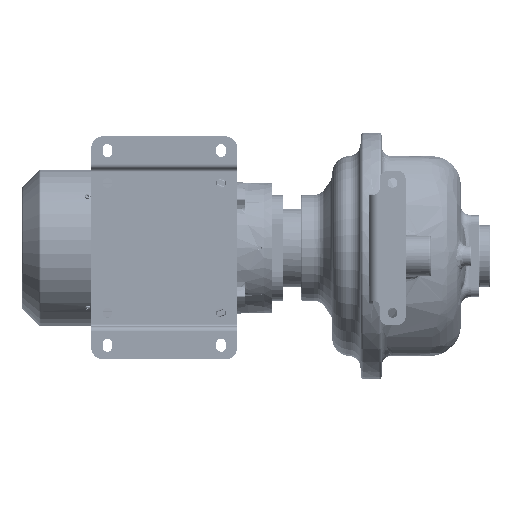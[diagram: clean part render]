
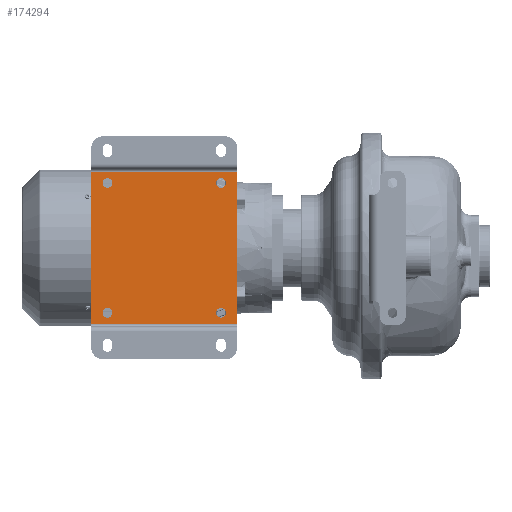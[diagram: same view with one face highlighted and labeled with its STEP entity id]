
A CAD part, front view. The second image highlights one B-rep face of the part: STEP entity #174294.
In plain terms, the highlighted planar face has unit normal (0, -1, 0).
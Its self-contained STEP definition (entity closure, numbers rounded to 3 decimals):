
#29230=DIRECTION('',(1.,0.,0.));
#29231=VECTOR('',#29230,180.);
#29232=CARTESIAN_POINT('',(-398.5,-103.,-94.));
#29233=LINE('',#29232,#29231);
#29234=CARTESIAN_POINT('',(-238.5,-103.,-80.));
#29235=DIRECTION('',(0.,1.,0.));
#29236=DIRECTION('',(1.,0.,0.));
#29237=AXIS2_PLACEMENT_3D('',#29234,#29235,#29236);
#29239=CARTESIAN_POINT('',(-238.5,-103.,-80.));
#29240=DIRECTION('',(0.,1.,0.));
#29241=DIRECTION('',(-1.,0.,0.));
#29242=AXIS2_PLACEMENT_3D('',#29239,#29240,#29241);
#29244=CARTESIAN_POINT('',(-238.5,-103.,80.));
#29245=DIRECTION('',(0.,1.,0.));
#29246=DIRECTION('',(1.,0.,0.));
#29247=AXIS2_PLACEMENT_3D('',#29244,#29245,#29246);
#29249=CARTESIAN_POINT('',(-238.5,-103.,80.));
#29250=DIRECTION('',(0.,1.,0.));
#29251=DIRECTION('',(-1.,0.,0.));
#29252=AXIS2_PLACEMENT_3D('',#29249,#29250,#29251);
#29254=CARTESIAN_POINT('',(-378.5,-103.,-80.));
#29255=DIRECTION('',(0.,1.,0.));
#29256=DIRECTION('',(1.,0.,0.));
#29257=AXIS2_PLACEMENT_3D('',#29254,#29255,#29256);
#29259=CARTESIAN_POINT('',(-378.5,-103.,-80.));
#29260=DIRECTION('',(0.,1.,0.));
#29261=DIRECTION('',(-1.,0.,0.));
#29262=AXIS2_PLACEMENT_3D('',#29259,#29260,#29261);
#29264=CARTESIAN_POINT('',(-378.5,-103.,80.));
#29265=DIRECTION('',(0.,1.,0.));
#29266=DIRECTION('',(1.,0.,0.));
#29267=AXIS2_PLACEMENT_3D('',#29264,#29265,#29266);
#29269=CARTESIAN_POINT('',(-378.5,-103.,80.));
#29270=DIRECTION('',(0.,1.,0.));
#29271=DIRECTION('',(-1.,0.,0.));
#29272=AXIS2_PLACEMENT_3D('',#29269,#29270,#29271);
#29282=DIRECTION('',(0.,0.,1.));
#29283=VECTOR('',#29282,188.);
#29284=CARTESIAN_POINT('',(-398.5,-103.,-94.));
#29285=LINE('',#29284,#29283);
#116394=DIRECTION('',(0.,0.,1.));
#116395=VECTOR('',#116394,188.);
#116396=CARTESIAN_POINT('',(-218.5,-103.,-94.));
#116397=LINE('',#116396,#116395);
#116666=DIRECTION('',(1.,0.,0.));
#116667=VECTOR('',#116666,180.);
#116668=CARTESIAN_POINT('',(-398.5,-103.,94.));
#116669=LINE('',#116668,#116667);
#150413=CARTESIAN_POINT('',(-398.5,-103.,-94.));
#150414=CARTESIAN_POINT('',(-398.5,-103.,94.));
#150415=VERTEX_POINT('',#150413);
#150416=VERTEX_POINT('',#150414);
#150425=CARTESIAN_POINT('',(-218.5,-103.,-94.));
#150426=CARTESIAN_POINT('',(-218.5,-103.,94.));
#150427=VERTEX_POINT('',#150425);
#150428=VERTEX_POINT('',#150426);
#150513=CARTESIAN_POINT('',(-372.5,-103.,80.));
#150514=CARTESIAN_POINT('',(-384.5,-103.,80.));
#150515=VERTEX_POINT('',#150513);
#150516=VERTEX_POINT('',#150514);
#150517=CARTESIAN_POINT('',(-372.5,-103.,-80.));
#150518=CARTESIAN_POINT('',(-384.5,-103.,-80.));
#150519=VERTEX_POINT('',#150517);
#150520=VERTEX_POINT('',#150518);
#150521=CARTESIAN_POINT('',(-232.5,-103.,80.));
#150522=CARTESIAN_POINT('',(-244.5,-103.,80.));
#150523=VERTEX_POINT('',#150521);
#150524=VERTEX_POINT('',#150522);
#150525=CARTESIAN_POINT('',(-232.5,-103.,-80.));
#150526=CARTESIAN_POINT('',(-244.5,-103.,-80.));
#150527=VERTEX_POINT('',#150525);
#150528=VERTEX_POINT('',#150526);
#174257=CARTESIAN_POINT('',(-398.5,-103.,-94.));
#174258=DIRECTION('',(0.,1.,0.));
#174259=DIRECTION('',(0.,0.,1.));
#174260=AXIS2_PLACEMENT_3D('',#174257,#174258,#174259);
#174261=PLANE('',#174260);
#174263=ORIENTED_EDGE('',*,*,#174262,.T.);
#174265=ORIENTED_EDGE('',*,*,#174264,.T.);
#174267=ORIENTED_EDGE('',*,*,#174266,.F.);
#174269=ORIENTED_EDGE('',*,*,#174268,.F.);
#174270=EDGE_LOOP('',(#174263,#174265,#174267,#174269));
#174271=FACE_OUTER_BOUND('',#174270,.F.);
#174272=ORIENTED_EDGE('',*,*,#174237,.F.);
#174273=ORIENTED_EDGE('',*,*,#174251,.F.);
#174274=EDGE_LOOP('',(#174272,#174273));
#174275=FACE_BOUND('',#174274,.F.);
#174277=ORIENTED_EDGE('',*,*,#174276,.F.);
#174279=ORIENTED_EDGE('',*,*,#174278,.F.);
#174280=EDGE_LOOP('',(#174277,#174279));
#174281=FACE_BOUND('',#174280,.F.);
#174283=ORIENTED_EDGE('',*,*,#174282,.F.);
#174285=ORIENTED_EDGE('',*,*,#174284,.F.);
#174286=EDGE_LOOP('',(#174283,#174285));
#174287=FACE_BOUND('',#174286,.F.);
#174289=ORIENTED_EDGE('',*,*,#174288,.F.);
#174291=ORIENTED_EDGE('',*,*,#174290,.F.);
#174292=EDGE_LOOP('',(#174289,#174291));
#174293=FACE_BOUND('',#174292,.F.);
#174294=ADVANCED_FACE('',(#174271,#174275,#174281,#174287,#174293),#174261,.F.);
#29238=CIRCLE('',#29237,6.);
#29243=CIRCLE('',#29242,6.);
#29248=CIRCLE('',#29247,6.);
#29253=CIRCLE('',#29252,6.);
#29258=CIRCLE('',#29257,6.);
#29263=CIRCLE('',#29262,6.);
#29268=CIRCLE('',#29267,6.);
#29273=CIRCLE('',#29272,6.);
#174237=EDGE_CURVE('',#150527,#150528,#29238,.T.);
#174251=EDGE_CURVE('',#150528,#150527,#29243,.T.);
#174262=EDGE_CURVE('',#150415,#150416,#29285,.T.);
#174264=EDGE_CURVE('',#150416,#150428,#116669,.T.);
#174266=EDGE_CURVE('',#150427,#150428,#116397,.T.);
#174268=EDGE_CURVE('',#150415,#150427,#29233,.T.);
#174276=EDGE_CURVE('',#150523,#150524,#29248,.T.);
#174278=EDGE_CURVE('',#150524,#150523,#29253,.T.);
#174282=EDGE_CURVE('',#150519,#150520,#29258,.T.);
#174284=EDGE_CURVE('',#150520,#150519,#29263,.T.);
#174288=EDGE_CURVE('',#150515,#150516,#29268,.T.);
#174290=EDGE_CURVE('',#150516,#150515,#29273,.T.);
